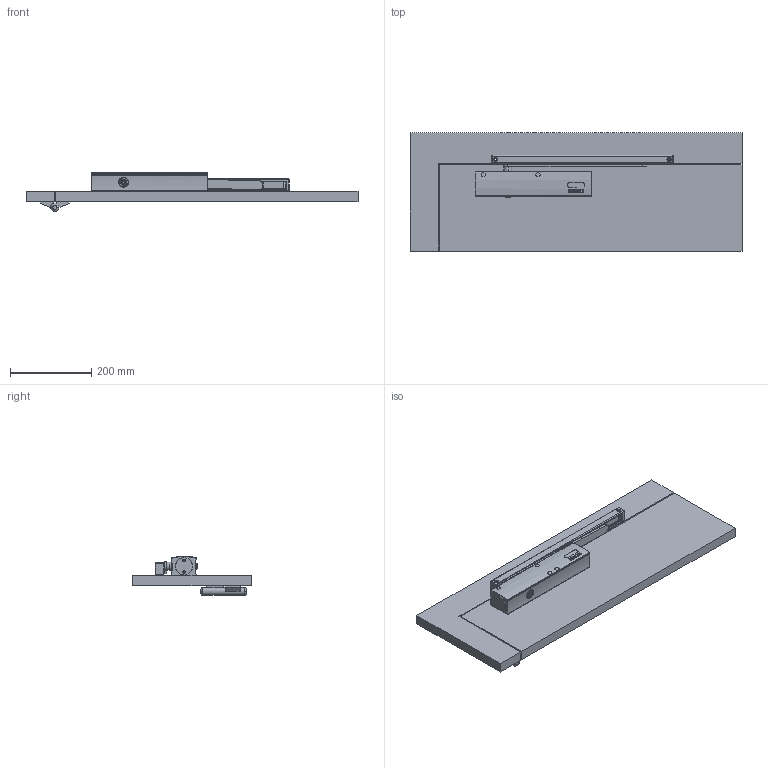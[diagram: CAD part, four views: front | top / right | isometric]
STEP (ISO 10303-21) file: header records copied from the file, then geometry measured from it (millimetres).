
FILE_DESCRIPTION(('CoCreate Modeling STEP Export'),'2;1');
FILE_NAME('20520-K-002_O_Montageplatte.stp','2011-04-26T13:56:06',(''),(''),'CoCreate Modeling STEP processor for AP214 (Solid Model)','CoCreate Modeling 17.0B 09-Oct-2010 (C) Parametric Technology GmbH','');
FILE_SCHEMA(('AUTOMOTIVE_DESIGN { 1 0 10303 214 1 1 1 1 }'));
Length unit declared in the file: millimetre
Products named in the file (11): 20520-2-2170.1; 20510-2-2036_EZ1.1; 20521-6-0930_02; 20520-2-0203; 20521-2-0200; TS5000; Fluegel; Rahmen; K_Einbau_TS5000; Hinge; TS5000-20520-K-002
Assembly tree (10 placements, depth 3):
  TS5000-20520-K-002
    Hinge
    K_Einbau_TS5000
      Rahmen
      Fluegel
    TS5000
      20521-2-0200
      20520-2-0203
      20521-6-0930_02
      20510-2-2036_EZ1.1
      20520-2-2170.1
Bounding box: 819.5 x 291.4 x 95.93 mm (x, y, z)
Volume: 6945858.6 mm3; surface area: 782754.8 mm2
Topology: 8 solids, 10 shells, 1059 faces, 2877 edges, 1871 vertices
Faces by surface type: plane 538, cylinder 186, extrusion 178, cone 71, torus 44, bspline 42
Entity records: 47357 total; most frequent: CARTESIAN_POINT 21520, ORIENTED_EDGE 5726, DIRECTION 4368, EDGE_CURVE 2863, VECTOR 1952, VERTEX_POINT 1871, LINE 1774, AXIS2_PLACEMENT_3D 1208
